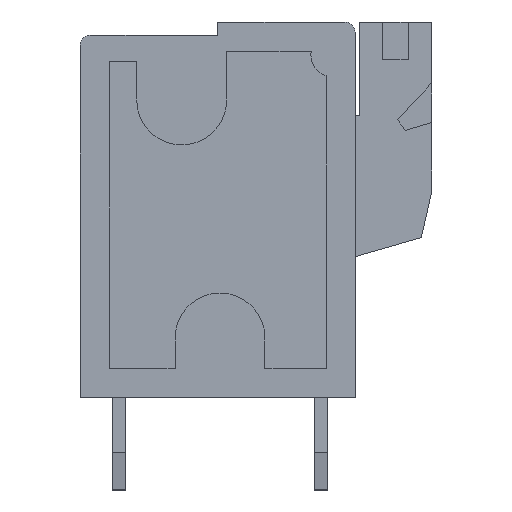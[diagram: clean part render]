
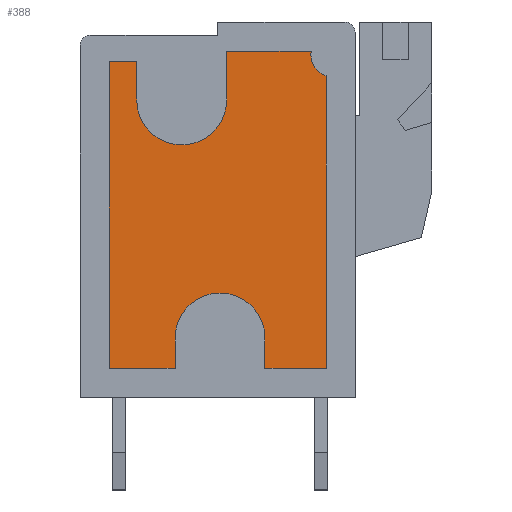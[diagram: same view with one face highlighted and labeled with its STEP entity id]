
A CAD part, left-side view. The second image highlights one B-rep face of the part: STEP entity #388.
In plain terms, the highlighted face is planar.
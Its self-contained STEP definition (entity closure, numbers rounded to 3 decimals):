
#388 = ADVANCED_FACE( '', ( #855 ), #856, .T. );
#855 = FACE_OUTER_BOUND( '', #1482, .T. );
#856 = PLANE( '', #1483 );
#1482 = EDGE_LOOP( '', ( #2115, #2116, #2117, #2118, #2119, #2120, #2121, #2122, #2123, #2124, #2125, #2126, #2127 ) );
#1483 = AXIS2_PLACEMENT_3D( '', #2128, #2129, #2130 );
#2115 = ORIENTED_EDGE( '', *, *, #3827, .F. );
#2116 = ORIENTED_EDGE( '', *, *, #3828, .F. );
#2117 = ORIENTED_EDGE( '', *, *, #3829, .F. );
#2118 = ORIENTED_EDGE( '', *, *, #3830, .F. );
#2119 = ORIENTED_EDGE( '', *, *, #3831, .F. );
#2120 = ORIENTED_EDGE( '', *, *, #3832, .F. );
#2121 = ORIENTED_EDGE( '', *, *, #3833, .F. );
#2122 = ORIENTED_EDGE( '', *, *, #3834, .F. );
#2123 = ORIENTED_EDGE( '', *, *, #3835, .F. );
#2124 = ORIENTED_EDGE( '', *, *, #3836, .F. );
#2125 = ORIENTED_EDGE( '', *, *, #3837, .F. );
#2126 = ORIENTED_EDGE( '', *, *, #3838, .F. );
#2127 = ORIENTED_EDGE( '', *, *, #3839, .F. );
#2128 = CARTESIAN_POINT( '', ( 0.54, -1.361, 4.15 ) );
#2129 = DIRECTION( '', ( 1., 0., 0. ) );
#2130 = DIRECTION( '', ( 0., 0., -1. ) );
#3827 = EDGE_CURVE( '', #4525, #4526, #4527, .T. );
#3828 = EDGE_CURVE( '', #4528, #4525, #4529, .T. );
#3829 = EDGE_CURVE( '', #4530, #4528, #4531, .T. );
#3830 = EDGE_CURVE( '', #4532, #4530, #4533, .T. );
#3831 = EDGE_CURVE( '', #4534, #4532, #4535, .T. );
#3832 = EDGE_CURVE( '', #4536, #4534, #4537, .T. );
#3833 = EDGE_CURVE( '', #4538, #4536, #4539, .T. );
#3834 = EDGE_CURVE( '', #4540, #4538, #4541, .T. );
#3835 = EDGE_CURVE( '', #4542, #4540, #4543, .T. );
#3836 = EDGE_CURVE( '', #4544, #4542, #4545, .T. );
#3837 = EDGE_CURVE( '', #4546, #4544, #4547, .T. );
#3838 = EDGE_CURVE( '', #4548, #4546, #4549, .T. );
#3839 = EDGE_CURVE( '', #4526, #4548, #4550, .T. );
#4525 = VERTEX_POINT( '', #5551 );
#4526 = VERTEX_POINT( '', #5552 );
#4527 = LINE( '', #5553, #5554 );
#4528 = VERTEX_POINT( '', #5555 );
#4529 = LINE( '', #5556, #5557 );
#4530 = VERTEX_POINT( '', #5558 );
#4531 = LINE( '', #5559, #5560 );
#4532 = VERTEX_POINT( '', #5561 );
#4533 = CIRCLE( '', #5562, 1.7 );
#4534 = VERTEX_POINT( '', #5563 );
#4535 = LINE( '', #5564, #5565 );
#4536 = VERTEX_POINT( '', #5566 );
#4537 = LINE( '', #5567, #5568 );
#4538 = VERTEX_POINT( '', #5569 );
#4539 = LINE( '', #5570, #5571 );
#4540 = VERTEX_POINT( '', #5572 );
#4541 = CIRCLE( '', #5573, 0.825 );
#4542 = VERTEX_POINT( '', #5574 );
#4543 = LINE( '', #5575, #5576 );
#4544 = VERTEX_POINT( '', #5577 );
#4545 = LINE( '', #5578, #5579 );
#4546 = VERTEX_POINT( '', #5580 );
#4547 = CIRCLE( '', #5581, 1.7 );
#4548 = VERTEX_POINT( '', #5582 );
#4549 = LINE( '', #5583, #5584 );
#4550 = LINE( '', #5585, #5586 );
#5551 = CARTESIAN_POINT( '', ( 0.54, -4.1, -6. ) );
#5552 = CARTESIAN_POINT( '', ( 0.54, -4.1, 5.6 ) );
#5553 = CARTESIAN_POINT( '', ( 0.54, -4.1, -6. ) );
#5554 = VECTOR( '', #6918, 1000. );
#5555 = CARTESIAN_POINT( '', ( 0.54, -1.61, -6. ) );
#5556 = CARTESIAN_POINT( '', ( 0.54, -1.61, -6. ) );
#5557 = VECTOR( '', #6919, 1000. );
#5558 = CARTESIAN_POINT( '', ( 0.54, -1.61, -4.85 ) );
#5559 = CARTESIAN_POINT( '', ( 0.54, -1.61, -4.85 ) );
#5560 = VECTOR( '', #6920, 1000. );
#5561 = CARTESIAN_POINT( '', ( 0.54, 1.79, -4.85 ) );
#5562 = AXIS2_PLACEMENT_3D( '', #6921, #6922, #6923 );
#5563 = CARTESIAN_POINT( '', ( 0.54, 1.79, -6. ) );
#5564 = CARTESIAN_POINT( '', ( 0.54, 1.79, -6. ) );
#5565 = VECTOR( '', #6924, 1000. );
#5566 = CARTESIAN_POINT( '', ( 0.54, 4.1, -6. ) );
#5567 = CARTESIAN_POINT( '', ( 0.54, 4.1, -6. ) );
#5568 = VECTOR( '', #6925, 1000. );
#5569 = CARTESIAN_POINT( '', ( 0.54, 4.1, 5.064 ) );
#5570 = CARTESIAN_POINT( '', ( 0.54, 4.1, 5.064 ) );
#5571 = VECTOR( '', #6926, 1000. );
#5572 = CARTESIAN_POINT( '', ( 0.54, 3.539, 6. ) );
#5573 = AXIS2_PLACEMENT_3D( '', #6927, #6928, #6929 );
#5574 = CARTESIAN_POINT( '', ( 0.54, 0.339, 6. ) );
#5575 = CARTESIAN_POINT( '', ( 0.54, 0.339, 6. ) );
#5576 = VECTOR( '', #6930, 1000. );
#5577 = CARTESIAN_POINT( '', ( 0.54, 0.339, 4.15 ) );
#5578 = CARTESIAN_POINT( '', ( 0.54, 0.339, 4.15 ) );
#5579 = VECTOR( '', #6931, 1000. );
#5580 = CARTESIAN_POINT( '', ( 0.54, -3.061, 4.15 ) );
#5581 = AXIS2_PLACEMENT_3D( '', #6932, #6933, #6934 );
#5582 = CARTESIAN_POINT( '', ( 0.54, -3.061, 5.6 ) );
#5583 = CARTESIAN_POINT( '', ( 0.54, -3.061, 5.6 ) );
#5584 = VECTOR( '', #6935, 1000. );
#5585 = CARTESIAN_POINT( '', ( 0.54, -4.1, 5.6 ) );
#5586 = VECTOR( '', #6936, 1000. );
#6918 = DIRECTION( '', ( 0., 0., 1. ) );
#6919 = DIRECTION( '', ( 0., -1., 0. ) );
#6920 = DIRECTION( '', ( 0., 0., -1. ) );
#6921 = CARTESIAN_POINT( '', ( 0.54, 0.09, -4.85 ) );
#6922 = DIRECTION( '', ( 1., 0., 0. ) );
#6923 = DIRECTION( '', ( 0., 1., 0. ) );
#6924 = DIRECTION( '', ( 0., 0., 1. ) );
#6925 = DIRECTION( '', ( 0., -1., 0. ) );
#6926 = DIRECTION( '', ( 0., 0., -1. ) );
#6927 = CARTESIAN_POINT( '', ( 0.54, 4.35, 5.85 ) );
#6928 = DIRECTION( '', ( 1., 0., 0. ) );
#6929 = DIRECTION( '', ( 0., 1., 0. ) );
#6930 = DIRECTION( '', ( 0., 1., 0. ) );
#6931 = DIRECTION( '', ( 0., 0., 1. ) );
#6932 = CARTESIAN_POINT( '', ( 0.54, -1.361, 4.15 ) );
#6933 = DIRECTION( '', ( 1., 0., 0. ) );
#6934 = DIRECTION( '', ( 0., -1., 0. ) );
#6935 = DIRECTION( '', ( 0., 0., -1. ) );
#6936 = DIRECTION( '', ( 0., 1., 0. ) );
